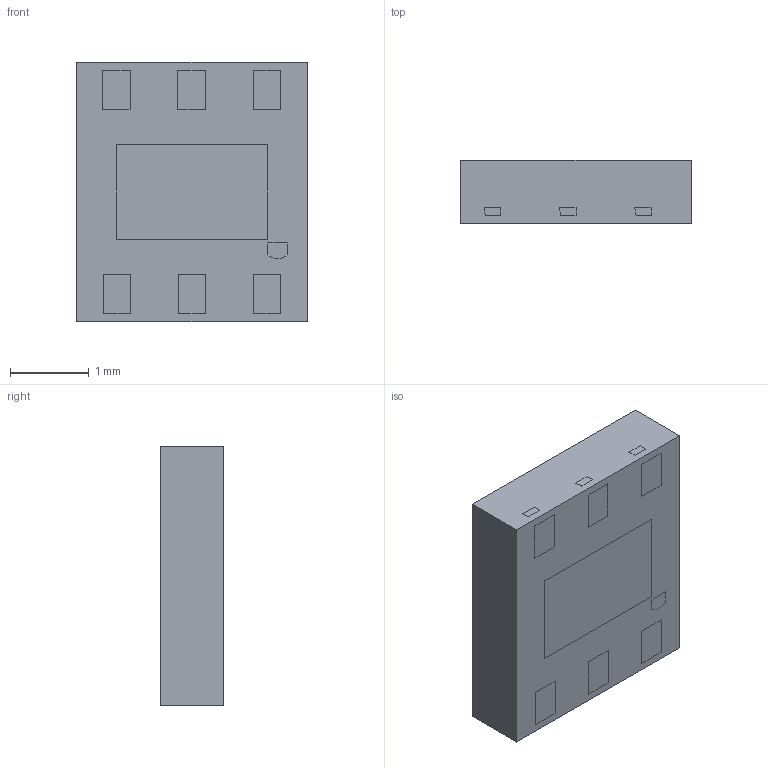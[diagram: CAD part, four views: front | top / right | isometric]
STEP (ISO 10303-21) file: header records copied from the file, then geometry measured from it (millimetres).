
FILE_DESCRIPTION((''),'2;1');
FILE_NAME('LDE06A_ASM','2012-02-08T',('CKXSSC'),(''),'PRO/ENGINEER BY PARAMETRIC TECHNOLOGY CORPORATION, 2011220','PRO/ENGINEER BY PARAMETRIC TECHNOLOGY CORPORATION, 2011220','');
FILE_SCHEMA(('AUTOMOTIVE_DESIGN_CC2 { 1 2 10303 214 -1 1 5 2 }'));
Length unit declared in the file: millimetre
Products named in the file (3): BODY_LDE06A; FRAME_LDE06A; LDE06A_ASM
Assembly tree (2 placements, depth 2):
  LDE06A_ASM
    BODY_LDE06A
    FRAME_LDE06A
Bounding box: 2.92 x 0.8 x 3.29 mm (x, y, z)
Volume: 7.7 mm3; surface area: 37.1 mm2
Topology: 15 solids, 15 shells, 184 faces, 408 edges, 268 vertices
Faces by surface type: plane 148, cylinder 36
Entity records: 6494 total; most frequent: CARTESIAN_POINT 981, ORIENTED_EDGE 816, DIRECTION 778, PRESENTATION_STYLE_ASSIGNMENT 431, STYLED_ITEM 423, CURVE_STYLE 408, EDGE_CURVE 408, VECTOR 344
